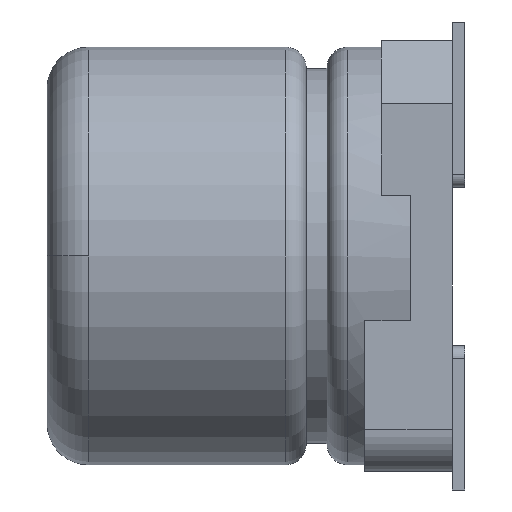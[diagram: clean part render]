
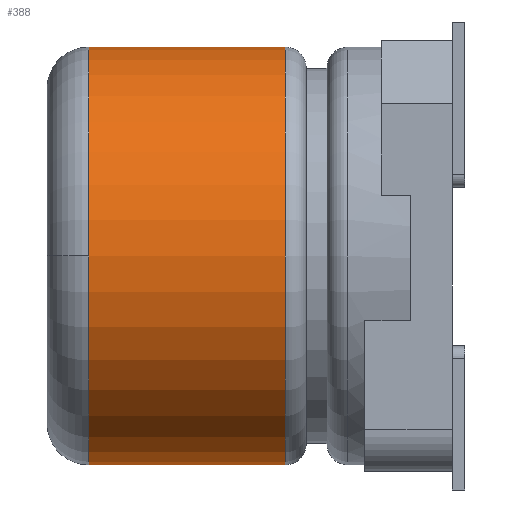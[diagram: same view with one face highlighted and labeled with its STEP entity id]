
A CAD part, left-side view. The second image highlights one B-rep face of the part: STEP entity #388.
In plain terms, the highlighted cylindrical face has radius 5 mm (diameter 10 mm), a partial arc.
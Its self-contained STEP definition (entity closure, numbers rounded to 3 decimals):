
#8 = CIRCLE ( 'NONE', #198, 5. ) ;
#65 = AXIS2_PLACEMENT_3D ( 'NONE', #1088, #1090, #1087 ) ;
#116 = VECTOR ( 'NONE', #1106, 1000. ) ;
#178 = CIRCLE ( 'NONE', #197, 5. ) ;
#197 = AXIS2_PLACEMENT_3D ( 'NONE', #649, #1027, #1028 ) ;
#198 = AXIS2_PLACEMENT_3D ( 'NONE', #1842, #1758, #1822 ) ;
#206 = VECTOR ( 'NONE', #1050, 1000. ) ;
#226 = AXIS2_PLACEMENT_3D ( 'NONE', #1547, #1546, #1544 ) ;
#228 = CIRCLE ( 'NONE', #226, 5. ) ;
#310 = EDGE_CURVE ( 'NONE', #1224, #741, #178, .T. ) ;
#320 = EDGE_CURVE ( 'NONE', #1193, #741, #1045, .T. ) ;
#349 = EDGE_CURVE ( 'NONE', #704, #1224, #806, .T. ) ;
#388 = ADVANCED_FACE ( 'NONE', ( #1089 ), #1086, .T. ) ;
#443 = EDGE_CURVE ( 'NONE', #662, #1193, #8, .T. ) ;
#480 = EDGE_CURVE ( 'NONE', #704, #662, #228, .T. ) ;
#551 = CARTESIAN_POINT ( 'NONE',  ( -5.15, 33.842, 0.15 ) ) ;
#582 = ORIENTED_EDGE ( 'NONE', *, *, #349, .F. ) ;
#621 = EDGE_LOOP ( 'NONE', ( #582, #937, #940, #1210, #955 ) ) ;
#649 = CARTESIAN_POINT ( 'NONE',  ( -5.15, 4., 5.15 ) ) ;
#662 = VERTEX_POINT ( 'NONE', #1400 ) ;
#704 = VERTEX_POINT ( 'NONE', #1397 ) ;
#741 = VERTEX_POINT ( 'NONE', #1392 ) ;
#806 = LINE ( 'NONE', #1107, #116 ) ;
#937 = ORIENTED_EDGE ( 'NONE', *, *, #480, .T. ) ;
#940 = ORIENTED_EDGE ( 'NONE', *, *, #443, .T. ) ;
#955 = ORIENTED_EDGE ( 'NONE', *, *, #310, .F. ) ;
#1027 = DIRECTION ( 'NONE',  ( 0., -1., 0. ) ) ;
#1028 = DIRECTION ( 'NONE',  ( 0., 0., -1. ) ) ;
#1045 = LINE ( 'NONE', #551, #206 ) ;
#1050 = DIRECTION ( 'NONE',  ( 0., -1., 0. ) ) ;
#1086 = CYLINDRICAL_SURFACE ( 'NONE', #65, 5. ) ;
#1087 = DIRECTION ( 'NONE',  ( 0., 0., -1. ) ) ;
#1088 = CARTESIAN_POINT ( 'NONE',  ( -5.15, 33.842, 5.15 ) ) ;
#1089 = FACE_OUTER_BOUND ( 'NONE', #621, .T. ) ;
#1090 = DIRECTION ( 'NONE',  ( 0., -1., 0. ) ) ;
#1106 = DIRECTION ( 'NONE',  ( 0., -1., 0. ) ) ;
#1107 = CARTESIAN_POINT ( 'NONE',  ( -5.15, 33.842, 10.15 ) ) ;
#1193 = VERTEX_POINT ( 'NONE', #1359 ) ;
#1210 = ORIENTED_EDGE ( 'NONE', *, *, #320, .T. ) ;
#1224 = VERTEX_POINT ( 'NONE', #1344 ) ;
#1344 = CARTESIAN_POINT ( 'NONE',  ( -5.15, 4., 10.15 ) ) ;
#1359 = CARTESIAN_POINT ( 'NONE',  ( -5.15, 8.7, 0.15 ) ) ;
#1392 = CARTESIAN_POINT ( 'NONE',  ( -5.15, 4., 0.15 ) ) ;
#1397 = CARTESIAN_POINT ( 'NONE',  ( -5.15, 8.7, 10.15 ) ) ;
#1400 = CARTESIAN_POINT ( 'NONE',  ( -10.15, 8.7, 5.15 ) ) ;
#1544 = DIRECTION ( 'NONE',  ( 0., 0., -1. ) ) ;
#1546 = DIRECTION ( 'NONE',  ( 0., -1., 0. ) ) ;
#1547 = CARTESIAN_POINT ( 'NONE',  ( -5.15, 8.7, 5.15 ) ) ;
#1758 = DIRECTION ( 'NONE',  ( 0., -1., 0. ) ) ;
#1822 = DIRECTION ( 'NONE',  ( 0., 0., -1. ) ) ;
#1842 = CARTESIAN_POINT ( 'NONE',  ( -5.15, 8.7, 5.15 ) ) ;
